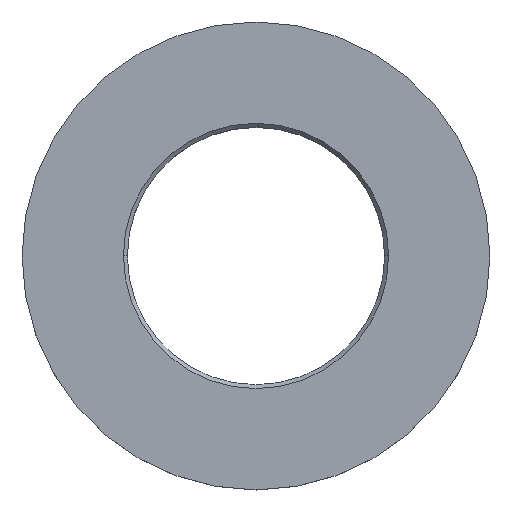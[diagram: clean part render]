
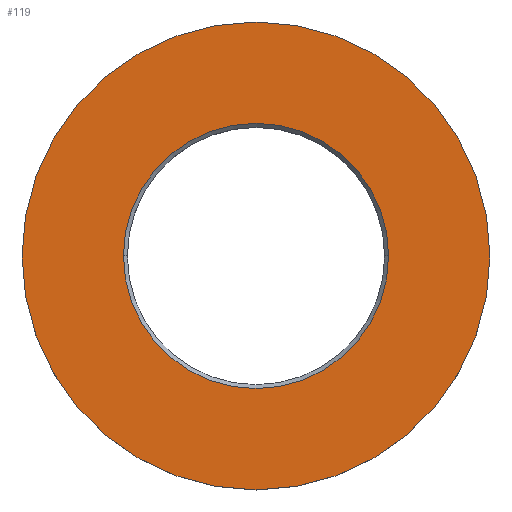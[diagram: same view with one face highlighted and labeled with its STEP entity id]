
A CAD part, top view. The second image highlights one B-rep face of the part: STEP entity #119.
In plain terms, the highlighted planar face has unit normal (0, 0, 1).
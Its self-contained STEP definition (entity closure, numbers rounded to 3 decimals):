
#97=VERTEX_POINT('',#204);
#101=EDGE_CURVE('',#125,#97,#208,.T.);
#119=ADVANCED_FACE('',(#228,#229),#230,.T.);
#125=VERTEX_POINT('',#237);
#129=EDGE_CURVE('',#139,#147,#241,.T.);
#135=EDGE_CURVE('',#97,#125,#247,.T.);
#139=VERTEX_POINT('',#251);
#147=VERTEX_POINT('',#261);
#151=EDGE_CURVE('',#147,#139,#265,.T.);
#204=CARTESIAN_POINT('',(60.0,0.,27.0));
#208=CIRCLE('',#322,60.0);
#228=FACE_OUTER_BOUND('',#346,.T.);
#229=FACE_BOUND('',#347,.T.);
#230=PLANE('',#348);
#237=CARTESIAN_POINT('',(-60.0,0.,27.0));
#241=CIRCLE('',#361,34.0);
#247=CIRCLE('',#370,60.0);
#251=CARTESIAN_POINT('',(-34.0,0.,27.0));
#261=CARTESIAN_POINT('',(34.0,0.,27.0));
#265=CIRCLE('',#394,34.0);
#322=AXIS2_PLACEMENT_3D('',#452,#453,#454);
#346=EDGE_LOOP('',(#479,#480));
#347=EDGE_LOOP('',(#481,#482));
#348=AXIS2_PLACEMENT_3D('',#483,#484,#485);
#361=AXIS2_PLACEMENT_3D('',#497,#498,#499);
#370=AXIS2_PLACEMENT_3D('',#506,#507,#508);
#394=AXIS2_PLACEMENT_3D('',#522,#523,#524);
#452=CARTESIAN_POINT('',(0.0,0.,27.0));
#453=DIRECTION('',(-0.0,0.0,-1.0));
#454=DIRECTION('',(-1.0,0.,0.0));
#479=ORIENTED_EDGE('',*,*,#101,.F.);
#480=ORIENTED_EDGE('',*,*,#135,.F.);
#481=ORIENTED_EDGE('',*,*,#129,.T.);
#482=ORIENTED_EDGE('',*,*,#151,.T.);
#483=CARTESIAN_POINT('',(-47.0,0.,27.0));
#484=DIRECTION('',(0.0,0.0,1.0));
#485=DIRECTION('',(-1.0,0.,0.0));
#497=CARTESIAN_POINT('',(0.0,0.,27.0));
#498=DIRECTION('',(-0.0,0.0,-1.0));
#499=DIRECTION('',(-1.0,0.,0.0));
#506=CARTESIAN_POINT('',(0.0,0.,27.0));
#507=DIRECTION('',(-0.0,0.0,-1.0));
#508=DIRECTION('',(-1.0,0.,0.0));
#522=CARTESIAN_POINT('',(0.0,0.,27.0));
#523=DIRECTION('',(-0.0,0.0,-1.0));
#524=DIRECTION('',(-1.0,0.,0.0));
